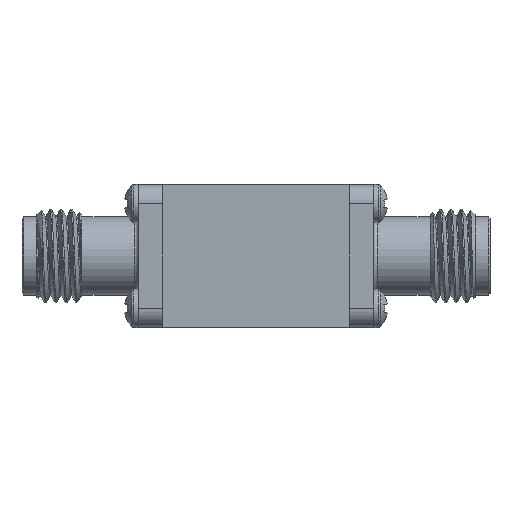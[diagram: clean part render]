
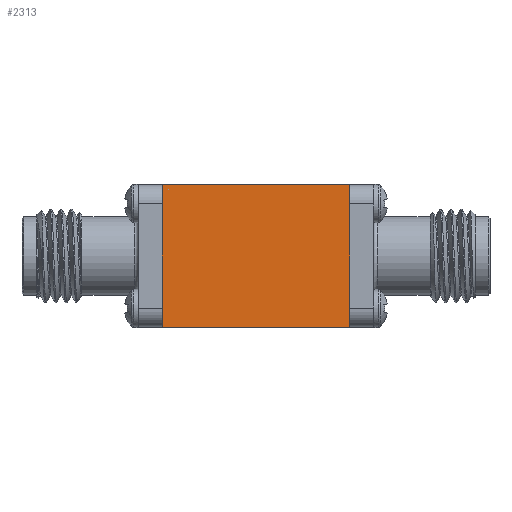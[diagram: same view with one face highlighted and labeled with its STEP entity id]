
A CAD part, left-side view. The second image highlights one B-rep face of the part: STEP entity #2313.
In plain terms, the highlighted planar face has unit normal (-1, 0, 0).
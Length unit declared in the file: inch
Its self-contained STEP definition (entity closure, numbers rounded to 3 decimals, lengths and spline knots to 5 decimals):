
#197 = FACE_OUTER_BOUND ( 'NONE', #19182, .T. ) ;
#726 = EDGE_CURVE ( 'NONE', #5797, #14041, #8994, .T. ) ;
#1826 = VERTEX_POINT ( 'NONE', #3638 ) ;
#2313 = ADVANCED_FACE ( 'NONE', ( #197 ), #12645, .F. ) ;
#2340 = DIRECTION ( 'NONE',  ( 1., 0., 0. ) ) ;
#2653 = LINE ( 'NONE', #10821, #23069 ) ;
#2670 = AXIS2_PLACEMENT_3D ( 'NONE', #4346, #2340, #18693 ) ;
#3638 = CARTESIAN_POINT ( 'NONE',  ( -0.575, 0.25, 0.19 ) ) ;
#4346 = CARTESIAN_POINT ( 'NONE',  ( -0.575, -0.25, 0.19 ) ) ;
#5093 = VECTOR ( 'NONE', #12067, 39.37008 ) ;
#5797 = VERTEX_POINT ( 'NONE', #9580 ) ;
#5842 = VECTOR ( 'NONE', #14250, 39.37008 ) ;
#6063 = CARTESIAN_POINT ( 'NONE',  ( -0.575, -0.25, -0.19 ) ) ;
#6527 = ORIENTED_EDGE ( 'NONE', *, *, #726, .F. ) ;
#8631 = ORIENTED_EDGE ( 'NONE', *, *, #11696, .T. ) ;
#8994 = LINE ( 'NONE', #23594, #23696 ) ;
#9580 = CARTESIAN_POINT ( 'NONE',  ( -0.575, -0.25, 0.19 ) ) ;
#10821 = CARTESIAN_POINT ( 'NONE',  ( -0.575, -0.25, 0.19 ) ) ;
#11696 = EDGE_CURVE ( 'NONE', #24716, #14041, #17995, .T. ) ;
#12067 = DIRECTION ( 'NONE',  ( 0., 0., -1. ) ) ;
#12645 = PLANE ( 'NONE',  #2670 ) ;
#14041 = VERTEX_POINT ( 'NONE', #22841 ) ;
#14088 = CARTESIAN_POINT ( 'NONE',  ( -0.575, 0.25, 0.19 ) ) ;
#14250 = DIRECTION ( 'NONE',  ( 0., -1., 0. ) ) ;
#17722 = CARTESIAN_POINT ( 'NONE',  ( -0.575, 0.25, -0.19 ) ) ;
#17940 = EDGE_CURVE ( 'NONE', #1826, #24716, #24534, .T. ) ;
#17995 = LINE ( 'NONE', #6063, #5842 ) ;
#18693 = DIRECTION ( 'NONE',  ( 0., 1., 0. ) ) ;
#19017 = DIRECTION ( 'NONE',  ( 0., -1., 0. ) ) ;
#19182 = EDGE_LOOP ( 'NONE', ( #8631, #6527, #19682, #23815 ) ) ;
#19682 = ORIENTED_EDGE ( 'NONE', *, *, #25321, .F. ) ;
#21078 = DIRECTION ( 'NONE',  ( 0., 0., -1. ) ) ;
#22841 = CARTESIAN_POINT ( 'NONE',  ( -0.575, -0.25, -0.19 ) ) ;
#23069 = VECTOR ( 'NONE', #19017, 39.37008 ) ;
#23594 = CARTESIAN_POINT ( 'NONE',  ( -0.575, -0.25, 0.19 ) ) ;
#23696 = VECTOR ( 'NONE', #21078, 39.37008 ) ;
#23815 = ORIENTED_EDGE ( 'NONE', *, *, #17940, .T. ) ;
#24534 = LINE ( 'NONE', #14088, #5093 ) ;
#24716 = VERTEX_POINT ( 'NONE', #17722 ) ;
#25321 = EDGE_CURVE ( 'NONE', #1826, #5797, #2653, .T. ) ;
